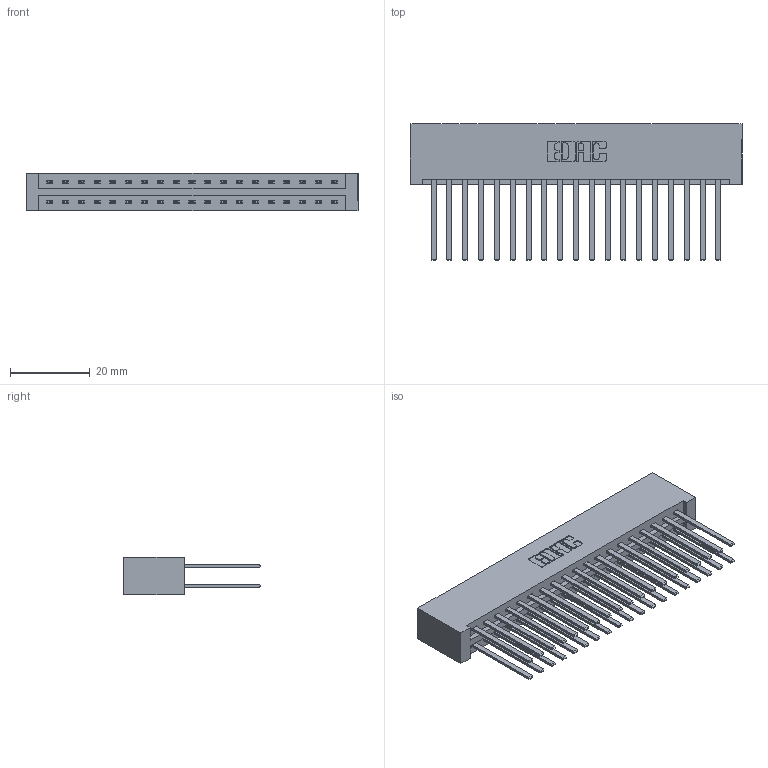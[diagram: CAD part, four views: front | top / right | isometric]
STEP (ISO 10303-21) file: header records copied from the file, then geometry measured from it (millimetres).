
FILE_DESCRIPTION (( 'STEP AP203' ), '1' );
FILE_NAME ('337-038-544-201.STEP', '2018-08-08T04:55:46', ( '' ), ( '' ), 'SwSTEP 2.0', 'SolidWorks 2016', '' );
FILE_SCHEMA (( 'CONFIG_CONTROL_DESIGN' ));
Length unit declared in the file: inch
Products named in the file (3): 337 Part_No Mounting Lugs; 345-292-001_345-293-144; 337-038-544-201
Assembly tree (39 placements, depth 2):
  337-038-544-201
    337 Part_No Mounting Lugs
    345-292-001_345-293-144  x38
Bounding box: 83.16 x 34.3 x 9.4 mm (x, y, z)
Volume: 9751.3 mm3; surface area: 12596.7 mm2
Topology: 39 solids, 39 shells, 1930 faces, 5721 edges, 3762 vertices
Faces by surface type: plane 1358, cylinder 572
Entity records: 17245 total; most frequent: CARTESIAN_POINT 2922, ORIENTED_EDGE 2858, DIRECTION 2517, EDGE_CURVE 1429, VECTOR 1313, LINE 1313, VERTEX_POINT 950, AXIS2_PLACEMENT_3D 602
